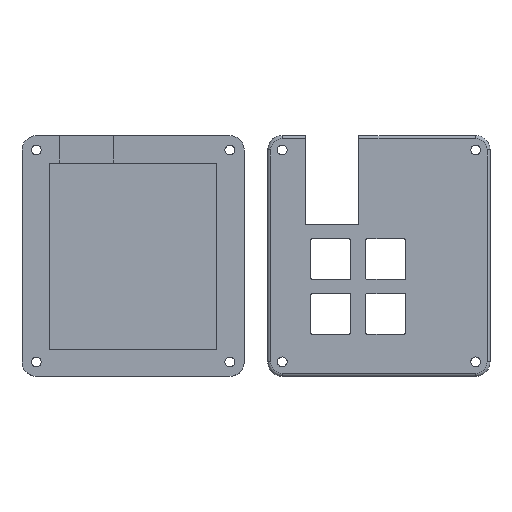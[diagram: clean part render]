
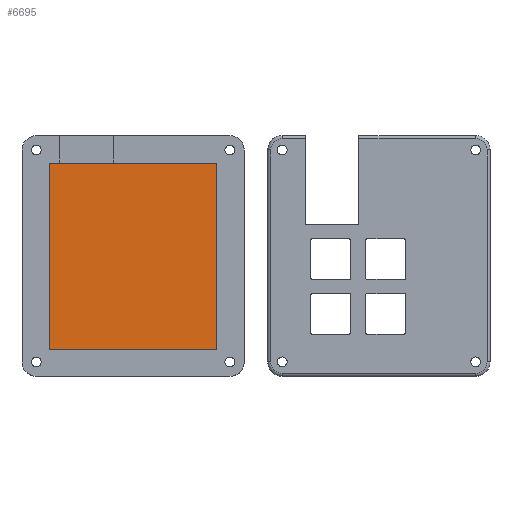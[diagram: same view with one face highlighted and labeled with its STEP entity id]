
A CAD part, top view. The second image highlights one B-rep face of the part: STEP entity #6695.
In plain terms, the highlighted planar face has unit normal (0, 0, 1).
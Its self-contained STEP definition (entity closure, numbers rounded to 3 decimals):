
#685=PLANE('',#7111);
#821=FACE_OUTER_BOUND('',#1202,.T.);
#1202=EDGE_LOOP('',(#4620,#4621,#4622,#4623));
#1641=LINE('',#8540,#2200);
#1643=LINE('',#8544,#2202);
#1644=LINE('',#8546,#2203);
#1645=LINE('',#8547,#2204);
#2200=VECTOR('',#7437,10.);
#2202=VECTOR('',#7441,10.);
#2203=VECTOR('',#7442,10.);
#2204=VECTOR('',#7443,10.);
#2845=VERTEX_POINT('',#8537);
#2846=VERTEX_POINT('',#8539);
#2847=VERTEX_POINT('',#8543);
#2848=VERTEX_POINT('',#8545);
#3551=EDGE_CURVE('',#2845,#2846,#1641,.T.);
#3553=EDGE_CURVE('',#2847,#2845,#1643,.T.);
#3554=EDGE_CURVE('',#2848,#2847,#1644,.T.);
#3555=EDGE_CURVE('',#2846,#2848,#1645,.T.);
#4620=ORIENTED_EDGE('',*,*,#3553,.F.);
#4621=ORIENTED_EDGE('',*,*,#3554,.F.);
#4622=ORIENTED_EDGE('',*,*,#3555,.F.);
#4623=ORIENTED_EDGE('',*,*,#3551,.F.);
#6695=ADVANCED_FACE('',(#821),#685,.T.);
#7111=AXIS2_PLACEMENT_3D('',#8542,#7439,#7440);
#7437=DIRECTION('',(1.,0.,0.));
#7439=DIRECTION('center_axis',(0.,0.,1.));
#7440=DIRECTION('ref_axis',(1.,0.,0.));
#7441=DIRECTION('',(0.,1.,0.));
#7442=DIRECTION('',(-1.,0.,0.));
#7443=DIRECTION('',(0.,-1.,0.));
#8537=CARTESIAN_POINT('',(0.,64.619,3.));
#8539=CARTESIAN_POINT('',(58.213,64.619,3.));
#8540=CARTESIAN_POINT('',(14.553,64.619,3.));
#8542=CARTESIAN_POINT('Origin',(29.106,32.309,3.));
#8543=CARTESIAN_POINT('',(0.,0.,3.));
#8544=CARTESIAN_POINT('',(0.,16.155,3.));
#8545=CARTESIAN_POINT('',(58.213,0.,3.));
#8546=CARTESIAN_POINT('',(43.659,0.,3.));
#8547=CARTESIAN_POINT('',(58.213,48.464,3.));
